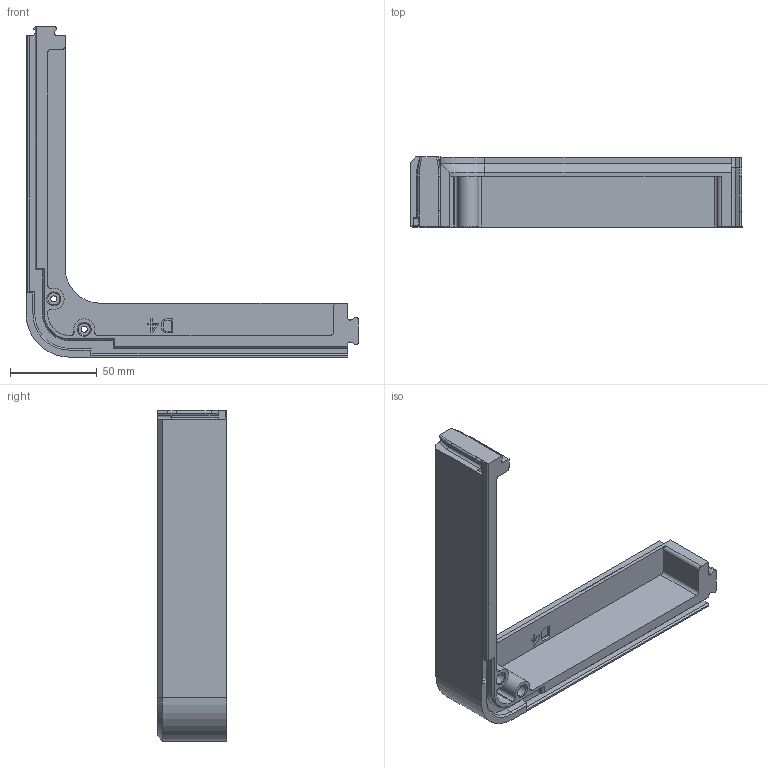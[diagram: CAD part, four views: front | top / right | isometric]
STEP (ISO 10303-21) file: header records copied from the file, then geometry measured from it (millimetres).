
FILE_DESCRIPTION(/* description */ ('STEP AP214'),/* implementation_level */ '2;1');
FILE_NAME(/* name */ 'D4.step',/* time_stamp */ '2025-08-20T09:02:23+05:00',/* author */ (''),/* organization */ (''),/* preprocessor_version */ 'ST-DEVELOPER v20.1',/* originating_system */ 'Autodesk Translation Framework v14.10.0.0',/* authorisation */ '');
FILE_SCHEMA (('AUTOMOTIVE_DESIGN { 1 0 10303 214 3 1 1 }'));
Length unit declared in the file: millimetre
Products named in the file (1): D4
Bounding box: 191.01 x 40 x 190 mm (x, y, z)
Volume: 225390.4 mm3; surface area: 53521.3 mm2
Topology: 1 solids, 1 shells, 163 faces, 444 edges, 289 vertices
Faces by surface type: plane 106, cylinder 34, bspline 15, cone 8
Full cylindrical faces by diameter (mm): 3.5 x2, 6 x2, 7 x2
Entity records: 5630 total; most frequent: CARTESIAN_POINT 1474, ORIENTED_EDGE 888, DIRECTION 809, EDGE_CURVE 444, LINE 343, VECTOR 343, VERTEX_POINT 289, AXIS2_PLACEMENT_3D 233
